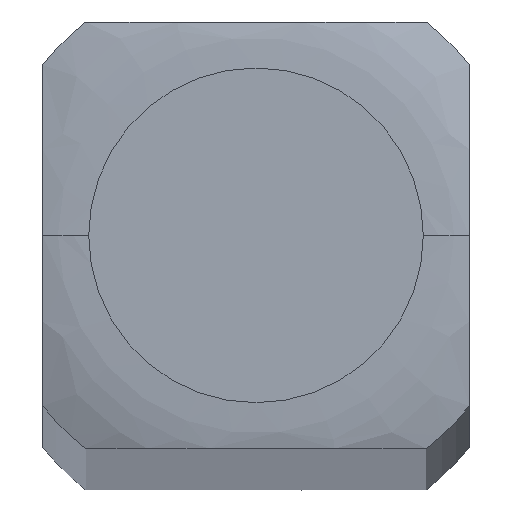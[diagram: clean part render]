
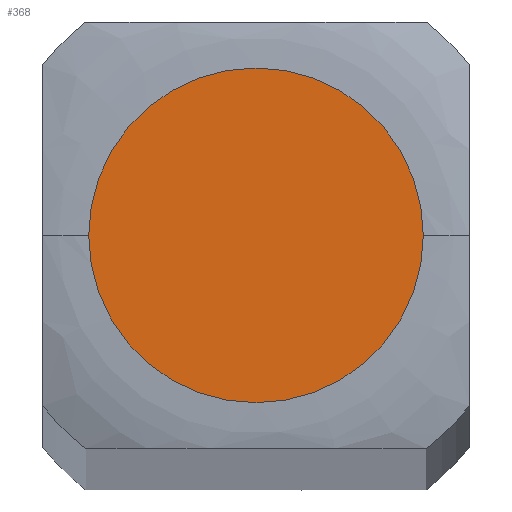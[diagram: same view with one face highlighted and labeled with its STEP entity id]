
A CAD part, top view. The second image highlights one B-rep face of the part: STEP entity #368.
In plain terms, the highlighted planar face has unit normal (0, 0, 1).
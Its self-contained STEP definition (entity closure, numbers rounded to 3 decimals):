
#65 = CARTESIAN_POINT ( 'NONE',  ( 1.245, 0., 88.011 ) ) ;
#78 = CARTESIAN_POINT ( 'NONE',  ( -1.588, 1.588, 88.011 ) ) ;
#197 = EDGE_CURVE ( 'NONE', #338, #403, #288, .T. ) ;
#264 = CIRCLE ( 'NONE', #270, 1.245 ) ;
#270 = AXIS2_PLACEMENT_3D ( 'NONE', #519, #518, #516 ) ;
#275 = FACE_OUTER_BOUND ( 'NONE', #307, .T. ) ;
#285 = AXIS2_PLACEMENT_3D ( 'NONE', #78, #560, #559 ) ;
#288 = CIRCLE ( 'NONE', #449, 1.245 ) ;
#307 = EDGE_LOOP ( 'NONE', ( #324, #394 ) ) ;
#324 = ORIENTED_EDGE ( 'NONE', *, *, #197, .T. ) ;
#338 = VERTEX_POINT ( 'NONE', #65 ) ;
#368 = ADVANCED_FACE ( 'NONE', ( #275 ), #561, .F. ) ;
#394 = ORIENTED_EDGE ( 'NONE', *, *, #452, .T. ) ;
#397 = DIRECTION ( 'NONE',  ( 1., 0., 0. ) ) ;
#403 = VERTEX_POINT ( 'NONE', #546 ) ;
#425 = DIRECTION ( 'NONE',  ( 0., 0., 1. ) ) ;
#429 = CARTESIAN_POINT ( 'NONE',  ( 0., 0., 88.011 ) ) ;
#449 = AXIS2_PLACEMENT_3D ( 'NONE', #429, #425, #397 ) ;
#452 = EDGE_CURVE ( 'NONE', #403, #338, #264, .T. ) ;
#516 = DIRECTION ( 'NONE',  ( 1., 0., 0. ) ) ;
#518 = DIRECTION ( 'NONE',  ( 0., 0., 1. ) ) ;
#519 = CARTESIAN_POINT ( 'NONE',  ( 0., 0., 88.011 ) ) ;
#546 = CARTESIAN_POINT ( 'NONE',  ( -1.245, 0., 88.011 ) ) ;
#559 = DIRECTION ( 'NONE',  ( -1., 0., 0. ) ) ;
#560 = DIRECTION ( 'NONE',  ( 0., 0., -1. ) ) ;
#561 = PLANE ( 'NONE',  #285 ) ;
